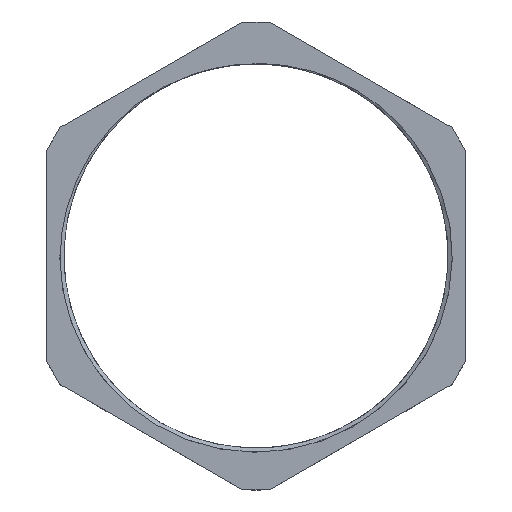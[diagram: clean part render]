
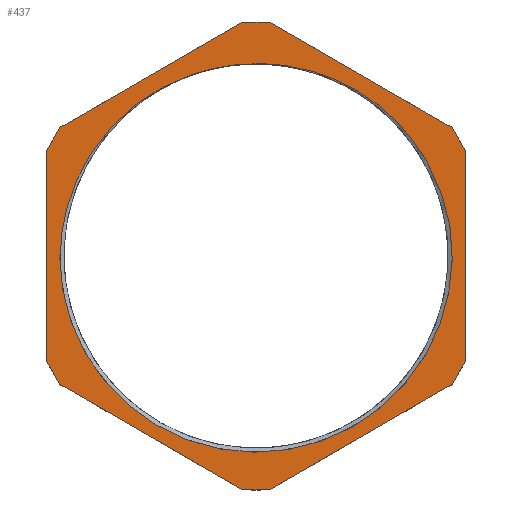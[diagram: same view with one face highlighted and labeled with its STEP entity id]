
A CAD part, top view. The second image highlights one B-rep face of the part: STEP entity #437.
In plain terms, the highlighted planar face has unit normal (0, 0, 1).
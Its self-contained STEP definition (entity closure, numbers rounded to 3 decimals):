
#16=FACE_BOUND('',#119,.T.);
#49=PLANE('',#484);
#51=CIRCLE('',#448,36.76);
#52=CIRCLE('',#451,37.521);
#92=FACE_OUTER_BOUND('',#118,.T.);
#118=EDGE_LOOP('',(#394,#395,#396,#397,#398,#399,#400,#401,#402,#403,#404,
#405));
#119=EDGE_LOOP('',(#406,#407,#408,#409,#410));
#121=LINE('',#1354,#148);
#123=LINE('',#1362,#150);
#126=LINE('',#1376,#153);
#128=LINE('',#1382,#155);
#130=LINE('',#1394,#157);
#132=LINE('',#1400,#159);
#134=LINE('',#1412,#161);
#136=LINE('',#1418,#163);
#138=LINE('',#1431,#165);
#141=LINE('',#1444,#168);
#142=LINE('',#1449,#169);
#145=LINE('',#1462,#172);
#146=LINE('',#1465,#173);
#148=VECTOR('',#496,10.);
#150=VECTOR('',#506,10.);
#153=VECTOR('',#511,10.);
#155=VECTOR('',#517,10.);
#157=VECTOR('',#521,10.);
#159=VECTOR('',#527,10.);
#161=VECTOR('',#531,10.);
#163=VECTOR('',#537,10.);
#165=VECTOR('',#541,10.);
#168=VECTOR('',#546,10.);
#169=VECTOR('',#551,10.);
#172=VECTOR('',#556,10.);
#173=VECTOR('',#561,10.);
#176=B_SPLINE_CURVE_WITH_KNOTS('',3,(#863,#864,#865,#866,#867,#868,#869,
#870,#871,#872,#873,#874,#875),.UNSPECIFIED.,.F.,.F.,(4,3,3,3,4),(-4.616,
-3.633,-1.823,-0.305,0.),.UNSPECIFIED.);
#181=B_SPLINE_CURVE_WITH_KNOTS('',3,(#1339,#1340,#1341,#1342,#1343,#1344,
#1345,#1346,#1347,#1348,#1349,#1350,#1351),.UNSPECIFIED.,.F.,.F.,(4,3,3,
3,4),(-5.206,-3.643,-1.815,-0.295,
0.),.UNSPECIFIED.);
#184=VERTEX_POINT('',#812);
#185=VERTEX_POINT('',#862);
#188=VERTEX_POINT('',#930);
#190=VERTEX_POINT('',#1199);
#191=VERTEX_POINT('',#1353);
#192=VERTEX_POINT('',#1360);
#193=VERTEX_POINT('',#1361);
#197=VERTEX_POINT('',#1375);
#199=VERTEX_POINT('',#1381);
#202=VERTEX_POINT('',#1393);
#204=VERTEX_POINT('',#1399);
#207=VERTEX_POINT('',#1411);
#209=VERTEX_POINT('',#1417);
#212=VERTEX_POINT('',#1429);
#213=VERTEX_POINT('',#1430);
#217=VERTEX_POINT('',#1447);
#218=VERTEX_POINT('',#1448);
#224=EDGE_CURVE('',#184,#185,#176,.T.);
#229=EDGE_CURVE('',#188,#184,#51,.T.);
#232=EDGE_CURVE('',#190,#188,#181,.T.);
#233=EDGE_CURVE('',#185,#191,#121,.T.);
#235=EDGE_CURVE('',#190,#191,#52,.T.);
#237=EDGE_CURVE('',#192,#193,#123,.T.);
#242=EDGE_CURVE('',#193,#197,#126,.T.);
#245=EDGE_CURVE('',#197,#199,#128,.T.);
#249=EDGE_CURVE('',#199,#202,#130,.T.);
#252=EDGE_CURVE('',#202,#204,#132,.T.);
#256=EDGE_CURVE('',#204,#207,#134,.T.);
#259=EDGE_CURVE('',#207,#209,#136,.T.);
#263=EDGE_CURVE('',#212,#213,#138,.T.);
#268=EDGE_CURVE('',#213,#192,#141,.T.);
#270=EDGE_CURVE('',#217,#218,#142,.T.);
#275=EDGE_CURVE('',#209,#217,#145,.T.);
#277=EDGE_CURVE('',#218,#212,#146,.T.);
#394=ORIENTED_EDGE('',*,*,#275,.T.);
#395=ORIENTED_EDGE('',*,*,#270,.T.);
#396=ORIENTED_EDGE('',*,*,#277,.T.);
#397=ORIENTED_EDGE('',*,*,#263,.T.);
#398=ORIENTED_EDGE('',*,*,#268,.T.);
#399=ORIENTED_EDGE('',*,*,#237,.T.);
#400=ORIENTED_EDGE('',*,*,#242,.T.);
#401=ORIENTED_EDGE('',*,*,#245,.T.);
#402=ORIENTED_EDGE('',*,*,#249,.T.);
#403=ORIENTED_EDGE('',*,*,#252,.T.);
#404=ORIENTED_EDGE('',*,*,#256,.T.);
#405=ORIENTED_EDGE('',*,*,#259,.T.);
#406=ORIENTED_EDGE('',*,*,#235,.T.);
#407=ORIENTED_EDGE('',*,*,#233,.F.);
#408=ORIENTED_EDGE('',*,*,#224,.F.);
#409=ORIENTED_EDGE('',*,*,#229,.F.);
#410=ORIENTED_EDGE('',*,*,#232,.F.);
#437=ADVANCED_FACE('',(#92,#16),#49,.T.);
#448=AXIS2_PLACEMENT_3D('',#980,#492,#493);
#451=AXIS2_PLACEMENT_3D('',#1357,#500,#501);
#484=AXIS2_PLACEMENT_3D('',#1480,#590,#591);
#492=DIRECTION('center_axis',(0.,0.,1.));
#493=DIRECTION('ref_axis',(-1.,0.,0.));
#496=DIRECTION('',(-1.,0.,0.));
#500=DIRECTION('center_axis',(0.,0.,-1.));
#501=DIRECTION('ref_axis',(-1.,0.,0.));
#506=DIRECTION('',(0.866,0.5,0.));
#511=DIRECTION('',(0.5,0.866,0.));
#517=DIRECTION('',(0.,1.,0.));
#521=DIRECTION('',(-0.5,0.866,0.));
#527=DIRECTION('',(-0.866,0.5,0.));
#531=DIRECTION('',(-1.,0.,0.));
#537=DIRECTION('',(-0.866,-0.5,0.));
#541=DIRECTION('',(0.866,-0.5,0.));
#546=DIRECTION('',(1.,0.,0.));
#551=DIRECTION('',(0.,-1.,0.));
#556=DIRECTION('',(-0.5,-0.866,0.));
#561=DIRECTION('',(0.5,-0.866,0.));
#590=DIRECTION('center_axis',(0.,0.,1.));
#591=DIRECTION('ref_axis',(1.,0.,0.));
#812=CARTESIAN_POINT('',(-11.907,34.778,7.05));
#862=CARTESIAN_POINT('',(-37.435,0.,7.05));
#863=CARTESIAN_POINT('Ctrl Pts',(-11.906,34.776,7.05));
#864=CARTESIAN_POINT('Ctrl Pts',(-15.019,33.76,7.05));
#865=CARTESIAN_POINT('Ctrl Pts',(-17.992,32.336,7.05));
#866=CARTESIAN_POINT('Ctrl Pts',(-20.725,30.539,7.05));
#867=CARTESIAN_POINT('Ctrl Pts',(-25.76,27.23,7.05));
#868=CARTESIAN_POINT('Ctrl Pts',(-29.956,22.673,7.05));
#869=CARTESIAN_POINT('Ctrl Pts',(-32.847,17.405,7.05));
#870=CARTESIAN_POINT('Ctrl Pts',(-35.271,12.987,7.05));
#871=CARTESIAN_POINT('Ctrl Pts',(-36.778,8.062,7.05));
#872=CARTESIAN_POINT('Ctrl Pts',(-37.266,3.042,7.05));
#873=CARTESIAN_POINT('Ctrl Pts',(-37.364,2.032,7.05));
#874=CARTESIAN_POINT('Ctrl Pts',(-37.421,1.017,7.05));
#875=CARTESIAN_POINT('Ctrl Pts',(-37.435,0.,
7.05));
#930=CARTESIAN_POINT('',(0.577,36.755,7.05));
#980=CARTESIAN_POINT('Origin',(0.,0.,7.05));
#1199=CARTESIAN_POINT('',(37.059,5.87,7.05));
#1339=CARTESIAN_POINT('Ctrl Pts',(37.061,5.869,7.05));
#1340=CARTESIAN_POINT('Ctrl Pts',(36.167,11.,7.05));
#1341=CARTESIAN_POINT('Ctrl Pts',(34.203,15.932,7.05));
#1342=CARTESIAN_POINT('Ctrl Pts',(31.32,20.252,7.05));
#1343=CARTESIAN_POINT('Ctrl Pts',(27.946,25.307,7.05));
#1344=CARTESIAN_POINT('Ctrl Pts',(23.308,29.521,7.05));
#1345=CARTESIAN_POINT('Ctrl Pts',(17.956,32.385,7.05));
#1346=CARTESIAN_POINT('Ctrl Pts',(13.506,34.767,7.05));
#1347=CARTESIAN_POINT('Ctrl Pts',(8.554,36.221,7.05));
#1348=CARTESIAN_POINT('Ctrl Pts',(3.519,36.633,7.05));
#1349=CARTESIAN_POINT('Ctrl Pts',(2.542,36.714,7.05));
#1350=CARTESIAN_POINT('Ctrl Pts',(1.561,36.755,7.05));
#1351=CARTESIAN_POINT('Ctrl Pts',(0.577,36.755,7.05));
#1353=CARTESIAN_POINT('',(-37.521,0.,7.05));
#1354=CARTESIAN_POINT('',(-18.629,0.,7.05));
#1357=CARTESIAN_POINT('Origin',(0.,0.,7.05));
#1360=CARTESIAN_POINT('',(2.528,-44.729,7.05));
#1361=CARTESIAN_POINT('',(37.472,-24.553,7.05));
#1362=CARTESIAN_POINT('',(38.425,-24.004,7.05));
#1375=CARTESIAN_POINT('',(40.,-20.175,7.05));
#1376=CARTESIAN_POINT('',(39.368,-21.27,7.05));
#1381=CARTESIAN_POINT('',(40.,20.175,7.05));
#1382=CARTESIAN_POINT('',(40.,-1.1,7.05));
#1393=CARTESIAN_POINT('',(37.472,24.553,7.05));
#1394=CARTESIAN_POINT('',(47.793,6.678,7.05));
#1399=CARTESIAN_POINT('',(2.528,44.729,7.05));
#1400=CARTESIAN_POINT('',(30.641,28.498,7.05));
#1411=CARTESIAN_POINT('',(-2.528,44.729,7.05));
#1412=CARTESIAN_POINT('',(18.113,44.729,7.05));
#1417=CARTESIAN_POINT('',(-37.472,24.553,7.05));
#1418=CARTESIAN_POINT('',(-19.048,35.191,7.05));
#1429=CARTESIAN_POINT('',(-37.472,-24.553,7.05));
#1430=CARTESIAN_POINT('',(-2.528,-44.729,7.05));
#1431=CARTESIAN_POINT('',(8.113,-50.872,7.05));
#1444=CARTESIAN_POINT('',(20.641,-44.729,7.05));
#1447=CARTESIAN_POINT('',(-40.,20.175,7.05));
#1448=CARTESIAN_POINT('',(-40.,-20.175,7.05));
#1449=CARTESIAN_POINT('',(-40.,-21.275,7.05));
#1462=CARTESIAN_POINT('',(-39.368,21.27,7.05));
#1465=CARTESIAN_POINT('',(-28.416,-40.24,7.05));
#1480=CARTESIAN_POINT('Origin',(38.754,-22.375,7.05));
